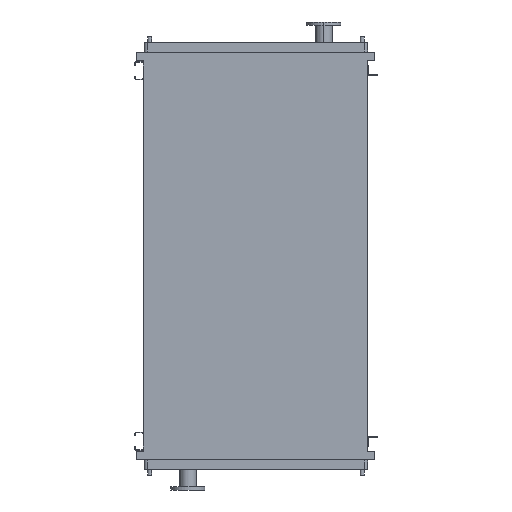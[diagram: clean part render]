
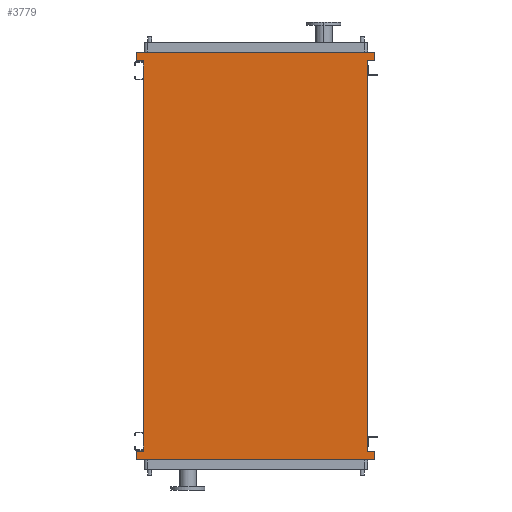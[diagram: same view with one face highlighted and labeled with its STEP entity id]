
A CAD part, front view. The second image highlights one B-rep face of the part: STEP entity #3779.
In plain terms, the highlighted planar face has unit normal (0, -1, 0).
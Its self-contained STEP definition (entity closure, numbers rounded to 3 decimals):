
#70 = EDGE_CURVE ( 'NONE', #3327, #3741, #10319, .T. ) ;
#188 = DIRECTION ( 'NONE',  ( 0., 0., -1. ) ) ;
#490 = DIRECTION ( 'NONE',  ( 1., 0., 0. ) ) ;
#518 = LINE ( 'NONE', #9001, #5630 ) ;
#594 = VECTOR ( 'NONE', #6653, 1000. ) ;
#687 = DIRECTION ( 'NONE',  ( 1., 0., 0. ) ) ;
#707 = CARTESIAN_POINT ( 'NONE',  ( -771., 0., -2545. ) ) ;
#793 = CARTESIAN_POINT ( 'NONE',  ( 771., 0., 95. ) ) ;
#855 = LINE ( 'NONE', #4161, #2774 ) ;
#989 = VERTEX_POINT ( 'NONE', #3041 ) ;
#1229 = VERTEX_POINT ( 'NONE', #10884 ) ;
#1576 = LINE ( 'NONE', #7581, #8504 ) ;
#1607 = EDGE_CURVE ( 'NONE', #4792, #7253, #855, .T. ) ;
#1652 = CARTESIAN_POINT ( 'NONE',  ( 725., 0., 43. ) ) ;
#1805 = ORIENTED_EDGE ( 'NONE', *, *, #5904, .F. ) ;
#1843 = DIRECTION ( 'NONE',  ( 0., 0., 1. ) ) ;
#1894 = CARTESIAN_POINT ( 'NONE',  ( 725., 0., 43. ) ) ;
#1896 = VERTEX_POINT ( 'NONE', #707 ) ;
#1933 = VECTOR ( 'NONE', #2697, 1000. ) ;
#1949 = CARTESIAN_POINT ( 'NONE',  ( -725., 0., -2450. ) ) ;
#2014 = VECTOR ( 'NONE', #6060, 1000. ) ;
#2109 = DIRECTION ( 'NONE',  ( 0., 0., 1. ) ) ;
#2371 = VERTEX_POINT ( 'NONE', #4693 ) ;
#2498 = CARTESIAN_POINT ( 'NONE',  ( 725., 0., -2493. ) ) ;
#2575 = DIRECTION ( 'NONE',  ( -1., 0., 0. ) ) ;
#2697 = DIRECTION ( 'NONE',  ( 0., 0., 1. ) ) ;
#2774 = VECTOR ( 'NONE', #7539, 1000. ) ;
#2788 = EDGE_CURVE ( 'NONE', #2371, #1896, #1576, .T. ) ;
#2815 = AXIS2_PLACEMENT_3D ( 'NONE', #1949, #10536, #188 ) ;
#2906 = CARTESIAN_POINT ( 'NONE',  ( -725., 0., -2493. ) ) ;
#3041 = CARTESIAN_POINT ( 'NONE',  ( -771., 0., 43. ) ) ;
#3068 = ORIENTED_EDGE ( 'NONE', *, *, #9195, .F. ) ;
#3327 = VERTEX_POINT ( 'NONE', #6166 ) ;
#3555 = ORIENTED_EDGE ( 'NONE', *, *, #6470, .F. ) ;
#3580 = PLANE ( 'NONE',  #2815 ) ;
#3655 = VECTOR ( 'NONE', #2575, 1000. ) ;
#3741 = VERTEX_POINT ( 'NONE', #1652 ) ;
#3779 = ADVANCED_FACE ( 'NONE', ( #8789 ), #3580, .T. ) ;
#3904 = CARTESIAN_POINT ( 'NONE',  ( -771., 0., -2545. ) ) ;
#4039 = CARTESIAN_POINT ( 'NONE',  ( 771., 0., 43. ) ) ;
#4075 = EDGE_LOOP ( 'NONE', ( #10374, #4492, #9447, #10559, #3068, #1805, #9584, #9511, #10143, #8830, #3555, #6452 ) ) ;
#4131 = VERTEX_POINT ( 'NONE', #793 ) ;
#4161 = CARTESIAN_POINT ( 'NONE',  ( -771., 0., -2493. ) ) ;
#4492 = ORIENTED_EDGE ( 'NONE', *, *, #7348, .F. ) ;
#4693 = CARTESIAN_POINT ( 'NONE',  ( 771., 0., -2545. ) ) ;
#4792 = VERTEX_POINT ( 'NONE', #8109 ) ;
#5164 = CARTESIAN_POINT ( 'NONE',  ( -771., 0., 95. ) ) ;
#5219 = LINE ( 'NONE', #5948, #3655 ) ;
#5472 = LINE ( 'NONE', #3904, #11038 ) ;
#5475 = VECTOR ( 'NONE', #8842, 1000. ) ;
#5557 = CARTESIAN_POINT ( 'NONE',  ( 771., 0., 95. ) ) ;
#5630 = VECTOR ( 'NONE', #8061, 1000. ) ;
#5647 = CARTESIAN_POINT ( 'NONE',  ( -771., 0., 95. ) ) ;
#5788 = VERTEX_POINT ( 'NONE', #4039 ) ;
#5856 = CARTESIAN_POINT ( 'NONE',  ( -725., 0., 43. ) ) ;
#5904 = EDGE_CURVE ( 'NONE', #8673, #989, #5219, .T. ) ;
#5948 = CARTESIAN_POINT ( 'NONE',  ( -771., 0., 43. ) ) ;
#5976 = LINE ( 'NONE', #2498, #6526 ) ;
#6060 = DIRECTION ( 'NONE',  ( 0., 0., 1. ) ) ;
#6166 = CARTESIAN_POINT ( 'NONE',  ( 725., 0., -2493. ) ) ;
#6416 = EDGE_CURVE ( 'NONE', #4131, #5788, #518, .T. ) ;
#6452 = ORIENTED_EDGE ( 'NONE', *, *, #6517, .F. ) ;
#6470 = EDGE_CURVE ( 'NONE', #1229, #2371, #10244, .T. ) ;
#6517 = EDGE_CURVE ( 'NONE', #3327, #1229, #5976, .T. ) ;
#6526 = VECTOR ( 'NONE', #687, 1000. ) ;
#6653 = DIRECTION ( 'NONE',  ( 0., 0., -1. ) ) ;
#6734 = VECTOR ( 'NONE', #490, 1000. ) ;
#7156 = EDGE_CURVE ( 'NONE', #10583, #4131, #8191, .T. ) ;
#7253 = VERTEX_POINT ( 'NONE', #2906 ) ;
#7348 = EDGE_CURVE ( 'NONE', #5788, #3741, #8903, .T. ) ;
#7539 = DIRECTION ( 'NONE',  ( 1., 0., 0. ) ) ;
#7581 = CARTESIAN_POINT ( 'NONE',  ( 771., 0., -2545. ) ) ;
#7687 = EDGE_CURVE ( 'NONE', #1896, #4792, #5472, .T. ) ;
#7746 = LINE ( 'NONE', #8760, #1933 ) ;
#8061 = DIRECTION ( 'NONE',  ( 0., 0., -1. ) ) ;
#8109 = CARTESIAN_POINT ( 'NONE',  ( -771., 0., -2493. ) ) ;
#8191 = LINE ( 'NONE', #5557, #6734 ) ;
#8325 = CARTESIAN_POINT ( 'NONE',  ( 771., 0., -2493. ) ) ;
#8504 = VECTOR ( 'NONE', #9376, 1000. ) ;
#8673 = VERTEX_POINT ( 'NONE', #5856 ) ;
#8678 = CARTESIAN_POINT ( 'NONE',  ( 725., 0., -2450. ) ) ;
#8760 = CARTESIAN_POINT ( 'NONE',  ( -725., 0., -2450. ) ) ;
#8789 = FACE_OUTER_BOUND ( 'NONE', #4075, .T. ) ;
#8830 = ORIENTED_EDGE ( 'NONE', *, *, #2788, .F. ) ;
#8842 = DIRECTION ( 'NONE',  ( -1., 0., 0. ) ) ;
#8903 = LINE ( 'NONE', #1894, #5475 ) ;
#9001 = CARTESIAN_POINT ( 'NONE',  ( 771., 0., 43. ) ) ;
#9195 = EDGE_CURVE ( 'NONE', #989, #10583, #9536, .T. ) ;
#9376 = DIRECTION ( 'NONE',  ( -1., 0., 0. ) ) ;
#9441 = VECTOR ( 'NONE', #1843, 1000. ) ;
#9447 = ORIENTED_EDGE ( 'NONE', *, *, #6416, .F. ) ;
#9511 = ORIENTED_EDGE ( 'NONE', *, *, #1607, .F. ) ;
#9536 = LINE ( 'NONE', #5164, #9441 ) ;
#9584 = ORIENTED_EDGE ( 'NONE', *, *, #11003, .F. ) ;
#10143 = ORIENTED_EDGE ( 'NONE', *, *, #7687, .F. ) ;
#10244 = LINE ( 'NONE', #8325, #594 ) ;
#10319 = LINE ( 'NONE', #8678, #2014 ) ;
#10374 = ORIENTED_EDGE ( 'NONE', *, *, #70, .T. ) ;
#10536 = DIRECTION ( 'NONE',  ( 0., -1., 0. ) ) ;
#10559 = ORIENTED_EDGE ( 'NONE', *, *, #7156, .F. ) ;
#10583 = VERTEX_POINT ( 'NONE', #5647 ) ;
#10884 = CARTESIAN_POINT ( 'NONE',  ( 771., 0., -2493. ) ) ;
#11003 = EDGE_CURVE ( 'NONE', #7253, #8673, #7746, .T. ) ;
#11038 = VECTOR ( 'NONE', #2109, 1000. ) ;
